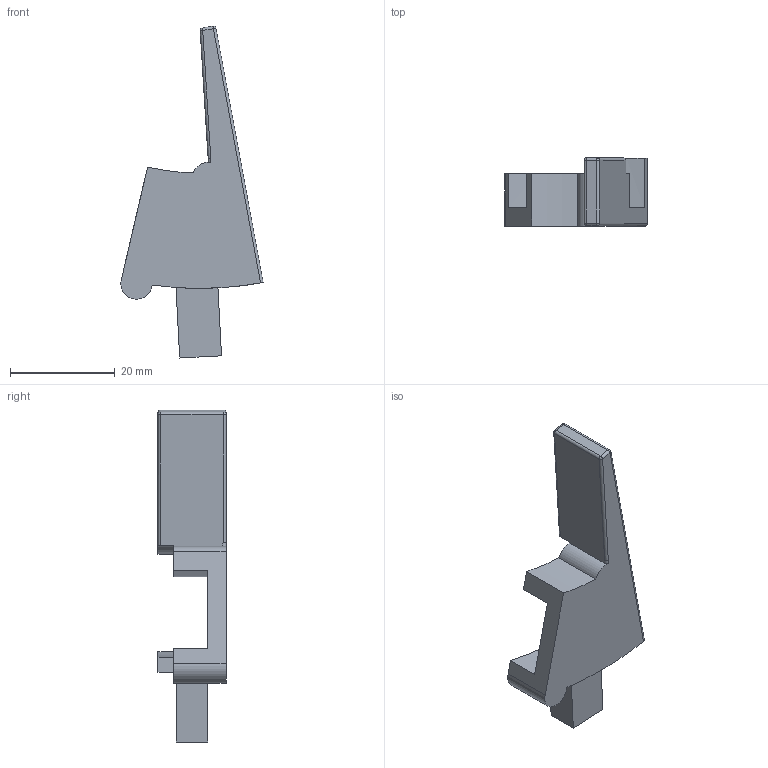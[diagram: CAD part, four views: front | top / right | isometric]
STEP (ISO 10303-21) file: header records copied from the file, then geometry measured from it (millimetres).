
FILE_DESCRIPTION(/* description */ (''),/* implementation_level */ '2;1');
FILE_NAME(/* name */ 'F_blocking_arm.step',/* time_stamp */ '2021-08-26T16:09:41+02:00',/* author */ (''),/* organization */ (''),/* preprocessor_version */ 'ST-DEVELOPER v18.1',/* originating_system */ 'Autodesk Translation Framework v10.9.0.1377',/* authorisation */ '');
FILE_SCHEMA (('AUTOMOTIVE_DESIGN { 1 0 10303 214 3 1 1 }'));
Length unit declared in the file: millimetre
Products named in the file (1): F_blocking_arm
Bounding box: 27.15 x 13 x 63.39 mm (x, y, z)
Volume: 5241.2 mm3; surface area: 3551.1 mm2
Topology: 1 solids, 1 shells, 42 faces, 101 edges, 63 vertices
Faces by surface type: cylinder 19, plane 19, sphere 4
Full cylindrical faces by diameter (mm): 2.529 x2
Entity records: 1279 total; most frequent: CARTESIAN_POINT 238, DIRECTION 224, ORIENTED_EDGE 202, EDGE_CURVE 101, AXIS2_PLACEMENT_3D 83, VERTEX_POINT 63, LINE 58, VECTOR 58
